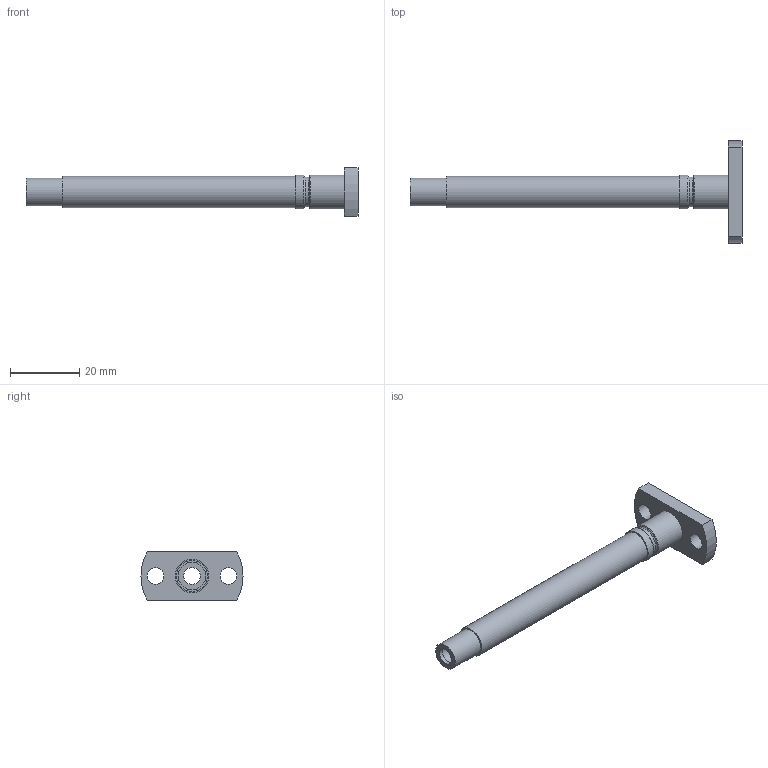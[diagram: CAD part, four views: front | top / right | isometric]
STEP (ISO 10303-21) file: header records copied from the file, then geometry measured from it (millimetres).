
FILE_DESCRIPTION(/* description */ ('Unknown'),/* implementation_level */ '2;1');
FILE_NAME(/* name */ 'D0284-DD-23263 Corps capteur R2',/* time_stamp */ '2023-10-18T10:06:43+02:00',/* author */ ('Unknown'),/* organization */ ('Unknown'),/* preprocessor_version */ 'ST-DEVELOPER v18.102',/* originating_system */ 'Solid Edge',/* authorisation */ 'Unknown');
FILE_SCHEMA (('AUTOMOTIVE_DESIGN {1 0 10303 214 3 1 1}'));
Length unit declared in the file: millimetre
Products named in the file (1): R2 Flansch+Dummy
Bounding box: 95.9 x 29.5 x 14 mm (x, y, z)
Volume: 4843.6 mm3; surface area: 5440.3 mm2
Topology: 1 solids, 1 shells, 32 faces, 68 edges, 46 vertices
Faces by surface type: cylinder 13, plane 12, torus 4, cone 3
Full cylindrical faces by diameter (mm): 4.8 x3, 5.5 x1, 6.8 x1, 8 x1, 8.6 x1, 9 x2, 9.8 x2
Entity records: 752 total; most frequent: DIRECTION 140, CARTESIAN_POINT 111, ORIENTED_EDGE 82, AXIS2_PLACEMENT_3D 66, EDGE_LOOP 64, FACE_BOUND 64, EDGE_CURVE 41, VERTEX_POINT 37
